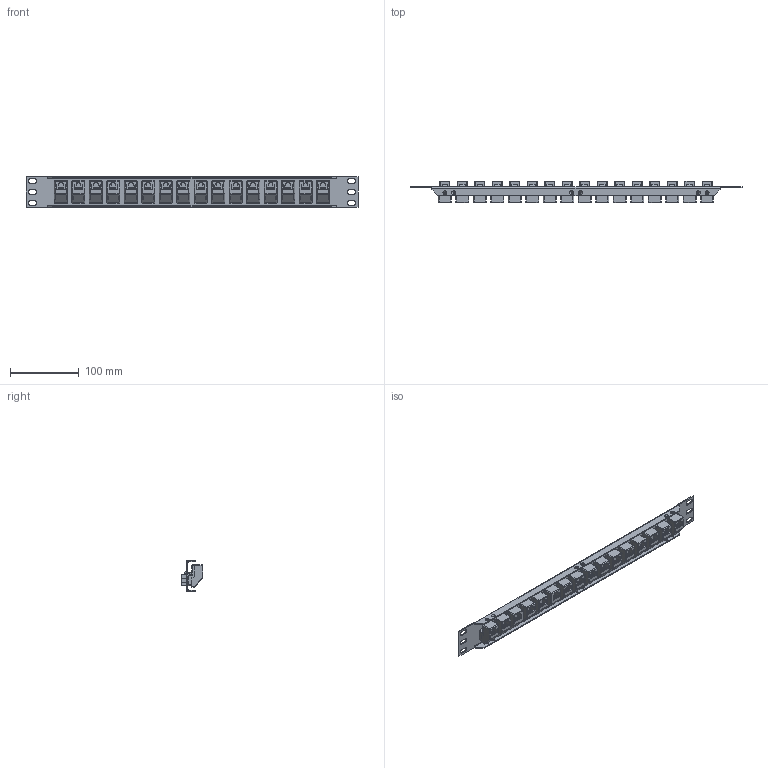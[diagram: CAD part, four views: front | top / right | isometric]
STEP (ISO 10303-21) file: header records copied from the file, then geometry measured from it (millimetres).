
FILE_DESCRIPTION (( 'STEP AP214' ), '1' );
FILE_NAME ('PR175UT568.STEP', '2017-05-25T13:23:02', ( 'L-Com' ), ( 'L-Com Global Connectivity' ), 'SwSTEP 2.0', 'SolidWorks 2014', '' );
FILE_SCHEMA (( 'AUTOMOTIVE_DESIGN' ));
Length unit declared in the file: inch
Products named in the file (3): UJ5T568; PR175UJ16B; PR175UT568
Assembly tree (17 placements, depth 2):
  PR175UT568
    PR175UJ16B
    UJ5T568  x16
Bounding box: 482.6 x 31.55 x 43.94 mm (x, y, z)
Volume: 204812.2 mm3; surface area: 129329.5 mm2
Topology: 17 solids, 17 shells, 3509 faces, 9336 edges, 5856 vertices
Faces by surface type: plane 2101, bspline 696, cylinder 560, torus 64, sphere 64, cone 24
Entity records: 35471 total; most frequent: CARTESIAN_POINT 11702, ORIENTED_EDGE 4050, DIRECTION 3015, EDGE_CURVE 2025, LINE 1513, VECTOR 1513, VERTEX_POINT 1326, EDGE_LOOP 895
